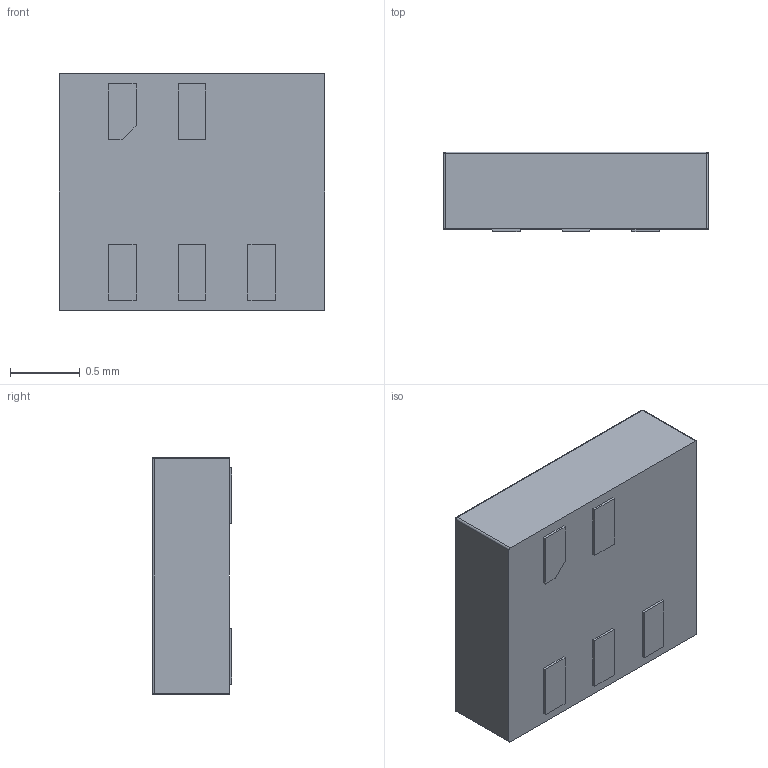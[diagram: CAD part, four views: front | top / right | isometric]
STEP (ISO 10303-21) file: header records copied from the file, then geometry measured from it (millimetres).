
FILE_DESCRIPTION (( 'STEP AP214' ), '1' );
FILE_NAME ('ECLAMP8052P.TCT.STEP', '2021-05-14T17:11:09', ( '' ), ( '' ), 'SwSTEP 2.0', 'SolidWorks 2020', '' );
FILE_SCHEMA (( 'AUTOMOTIVE_DESIGN' ));
Length unit declared in the file: millimetre
Products named in the file (1): ECLAMP8052P.TCT
Bounding box: 1.9 x 0.57 x 1.7 mm (x, y, z)
Volume: 1.8 mm3; surface area: 10.5 mm2
Topology: 1 solids, 1 shells, 47 faces, 109 edges, 66 vertices
Faces by surface type: plane 33, cylinder 10, sphere 4
Entity records: 1834 total; most frequent: DIRECTION 221, CARTESIAN_POINT 219, ORIENTED_EDGE 210, EDGE_CURVE 105, VECTOR 85, LINE 85, AXIS2_PLACEMENT_3D 68, VERTEX_POINT 66
